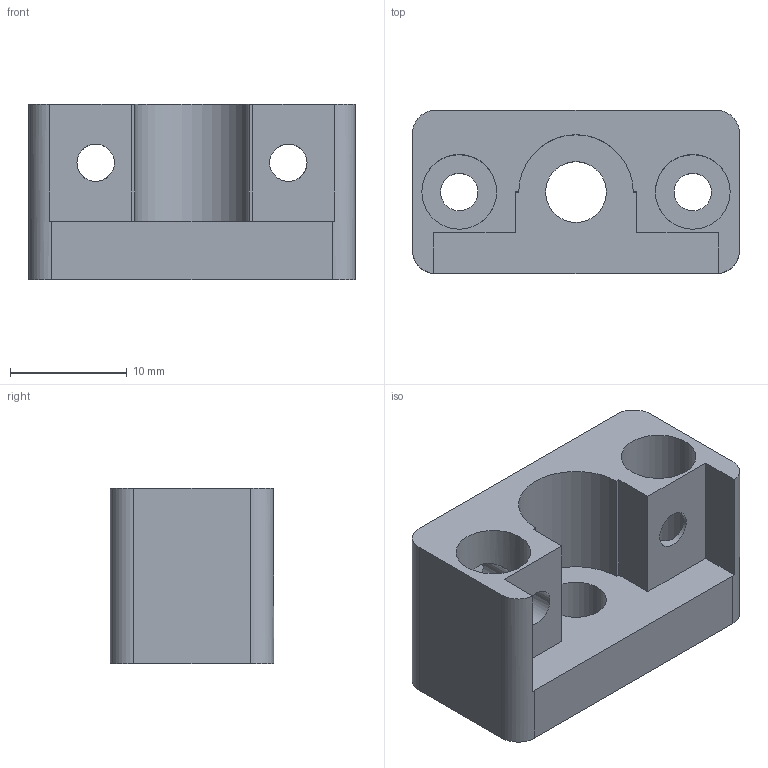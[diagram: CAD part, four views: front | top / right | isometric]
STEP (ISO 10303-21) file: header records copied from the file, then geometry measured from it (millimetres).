
FILE_DESCRIPTION(('FreeCAD Model'),'2;1');
FILE_NAME('Almi3K_H.step','2015-10-25T11:42:22',('Author'),('') ,'Open CASCADE STEP processor 6.8','FreeCAD','Unknown');
FILE_SCHEMA(('AUTOMOTIVE_DESIGN_CC2 { 1 2 10303 214 -1 1 5 4 }'));
Length unit declared in the file: millimetre
Products named in the file (1): Pocket005
Bounding box: 28 x 14 x 15 mm (x, y, z)
Volume: 3121.5 mm3; surface area: 2823 mm2
Topology: 1 solids, 1 shells, 43 faces, 119 edges, 80 vertices
Faces by surface type: plane 31, cylinder 12
Full cylindrical faces by diameter (mm): 3.2 x4, 5.2 x1, 6.4 x2
Entity records: 3939 total; most frequent: CARTESIAN_POINT 1517, DIRECTION 441, LINE 283, VECTOR 283, ORIENTED_EDGE 238, PCURVE 238, DEFINITIONAL_REPRESENTATION 238, EDGE_CURVE 119
